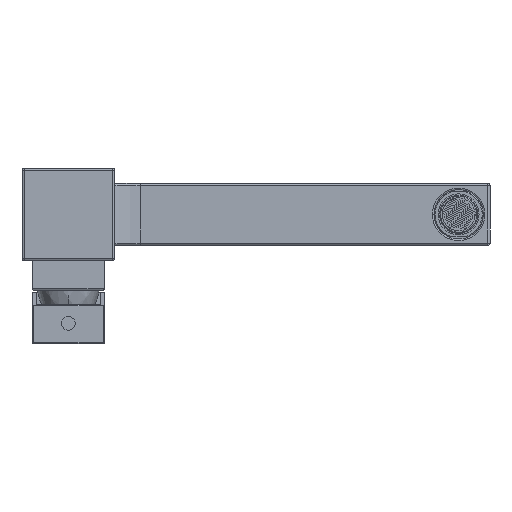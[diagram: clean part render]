
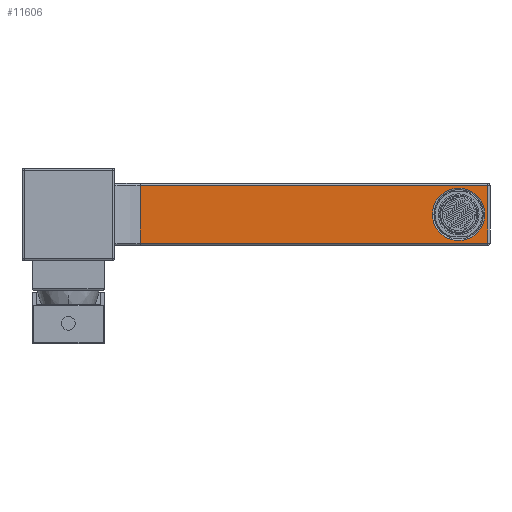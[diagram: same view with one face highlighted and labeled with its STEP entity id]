
A CAD part, front view. The second image highlights one B-rep face of the part: STEP entity #11606.
In plain terms, the highlighted planar face has unit normal (0, -1, 0).
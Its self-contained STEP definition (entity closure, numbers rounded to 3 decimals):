
#223 = AXIS2_PLACEMENT_3D ( 'NONE', #9797, #3217, #13075 ) ;
#431 = CARTESIAN_POINT ( 'NONE',  ( 183.827, 313.607, 232.25 ) ) ;
#671 = LINE ( 'NONE', #8627, #5166 ) ;
#868 = VERTEX_POINT ( 'NONE', #13644 ) ;
#2175 = FACE_BOUND ( 'NONE', #13634, .T. ) ;
#2363 = CARTESIAN_POINT ( 'NONE',  ( 182.827, 313.607, 261.25 ) ) ;
#2850 = FACE_OUTER_BOUND ( 'NONE', #4961, .T. ) ;
#2914 = EDGE_CURVE ( 'NONE', #4518, #8390, #11783, .T. ) ;
#3217 = DIRECTION ( 'NONE',  ( 0., 1., 0. ) ) ;
#3418 = DIRECTION ( 'NONE',  ( 0., 0., 1. ) ) ;
#3590 = VERTEX_POINT ( 'NONE', #3923 ) ;
#3793 = EDGE_CURVE ( 'NONE', #868, #3590, #671, .T. ) ;
#3923 = CARTESIAN_POINT ( 'NONE',  ( 13.827, 313.607, 260.25 ) ) ;
#4395 = VECTOR ( 'NONE', #11243, 1000. ) ;
#4482 = EDGE_CURVE ( 'NONE', #8390, #868, #13218, .T. ) ;
#4518 = VERTEX_POINT ( 'NONE', #12305 ) ;
#4961 = EDGE_LOOP ( 'NONE', ( #6082, #11281, #10514, #12997 ) ) ;
#5166 = VECTOR ( 'NONE', #11784, 1000. ) ;
#5712 = DIRECTION ( 'NONE',  ( -1., 0., 0. ) ) ;
#5768 = DIRECTION ( 'NONE',  ( 0., 1., 0. ) ) ;
#5807 = CARTESIAN_POINT ( 'NONE',  ( 183.827, 313.607, 261.25 ) ) ;
#5979 = VECTOR ( 'NONE', #3418, 1000. ) ;
#6050 = ORIENTED_EDGE ( 'NONE', *, *, #13503, .T. ) ;
#6082 = ORIENTED_EDGE ( 'NONE', *, *, #4482, .T. ) ;
#6097 = ORIENTED_EDGE ( 'NONE', *, *, #10378, .T. ) ;
#6231 = CIRCLE ( 'NONE', #11155, 12.75 ) ;
#6282 = DIRECTION ( 'NONE',  ( 0., 0., -1. ) ) ;
#6964 = LINE ( 'NONE', #10805, #10843 ) ;
#7087 = CARTESIAN_POINT ( 'NONE',  ( 168.577, 313.607, 246.25 ) ) ;
#7784 = EDGE_CURVE ( 'NONE', #3590, #4518, #6964, .T. ) ;
#7944 = PLANE ( 'NONE',  #9910 ) ;
#7976 = DIRECTION ( 'NONE',  ( 0., 1., 0. ) ) ;
#8027 = DIRECTION ( 'NONE',  ( -1., 0., 0. ) ) ;
#8390 = VERTEX_POINT ( 'NONE', #10737 ) ;
#8435 = VERTEX_POINT ( 'NONE', #10926 ) ;
#8627 = CARTESIAN_POINT ( 'NONE',  ( 13.827, 313.607, 260.25 ) ) ;
#9797 = CARTESIAN_POINT ( 'NONE',  ( 168.577, 313.607, 246.25 ) ) ;
#9910 = AXIS2_PLACEMENT_3D ( 'NONE', #5807, #5768, #5712 ) ;
#10378 = EDGE_CURVE ( 'NONE', #8435, #11888, #13328, .T. ) ;
#10514 = ORIENTED_EDGE ( 'NONE', *, *, #7784, .T. ) ;
#10518 = CARTESIAN_POINT ( 'NONE',  ( 181.327, 313.607, 246.25 ) ) ;
#10737 = CARTESIAN_POINT ( 'NONE',  ( 182.827, 313.607, 232.25 ) ) ;
#10805 = CARTESIAN_POINT ( 'NONE',  ( 13.827, 313.607, 261.25 ) ) ;
#10843 = VECTOR ( 'NONE', #6282, 1000. ) ;
#10926 = CARTESIAN_POINT ( 'NONE',  ( 155.827, 313.607, 246.25 ) ) ;
#11155 = AXIS2_PLACEMENT_3D ( 'NONE', #7087, #7976, #8027 ) ;
#11243 = DIRECTION ( 'NONE',  ( 1., 0., 0. ) ) ;
#11281 = ORIENTED_EDGE ( 'NONE', *, *, #3793, .T. ) ;
#11606 = ADVANCED_FACE ( 'NONE', ( #2175, #2850 ), #7944, .F. ) ;
#11783 = LINE ( 'NONE', #431, #4395 ) ;
#11784 = DIRECTION ( 'NONE',  ( -1., 0., 0. ) ) ;
#11888 = VERTEX_POINT ( 'NONE', #10518 ) ;
#12305 = CARTESIAN_POINT ( 'NONE',  ( 13.827, 313.607, 232.25 ) ) ;
#12997 = ORIENTED_EDGE ( 'NONE', *, *, #2914, .T. ) ;
#13075 = DIRECTION ( 'NONE',  ( -1., 0., 0. ) ) ;
#13218 = LINE ( 'NONE', #2363, #5979 ) ;
#13328 = CIRCLE ( 'NONE', #223, 12.75 ) ;
#13503 = EDGE_CURVE ( 'NONE', #11888, #8435, #6231, .T. ) ;
#13634 = EDGE_LOOP ( 'NONE', ( #6097, #6050 ) ) ;
#13644 = CARTESIAN_POINT ( 'NONE',  ( 182.827, 313.607, 260.25 ) ) ;
